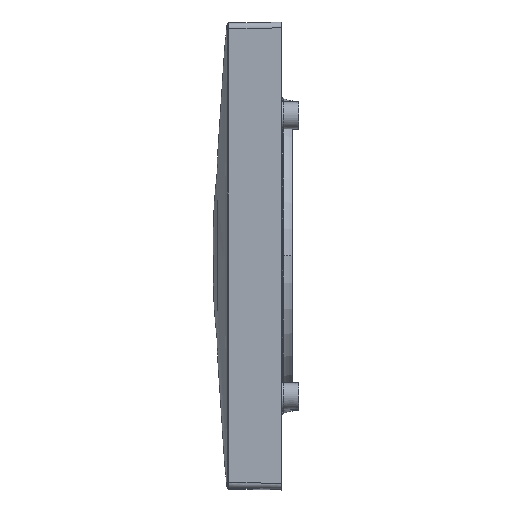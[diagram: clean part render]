
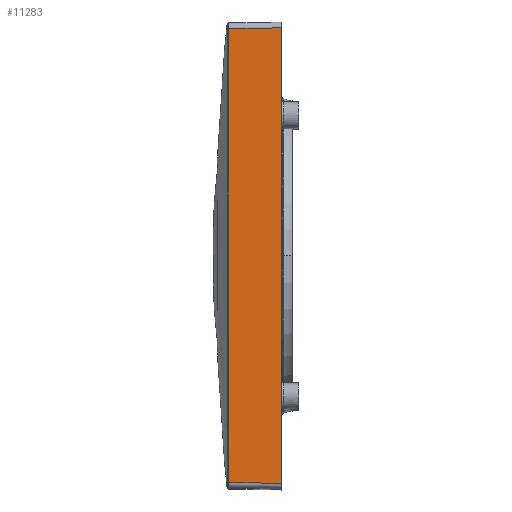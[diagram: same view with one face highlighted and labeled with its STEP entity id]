
A CAD part, top view. The second image highlights one B-rep face of the part: STEP entity #11283.
In plain terms, the highlighted free-form (B-spline) face has degree [1, 1] with [2, 2] control points.
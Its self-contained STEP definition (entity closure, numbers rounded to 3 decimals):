
#1458=B_SPLINE_CURVE_WITH_KNOTS('',3,(#31549,#31550,#31551,#31552,#31553,
#31554,#31555,#31556,#31557),.UNSPECIFIED.,.F.,.F.,(4,1,1,1,1,1,4),(0.,
0.25,0.375,0.5,0.625,
0.75,1.),.UNSPECIFIED.);
#1459=B_SPLINE_CURVE_WITH_KNOTS('',3,(#31560,#31561,#31562,#31563),
 .UNSPECIFIED.,.F.,.F.,(4,4),(0.,1.),.UNSPECIFIED.);
#1460=B_SPLINE_CURVE_WITH_KNOTS('',3,(#31567,#31568,#31569,#31570),
 .UNSPECIFIED.,.F.,.F.,(4,4),(0.,1.),.UNSPECIFIED.);
#3452=ORIENTED_EDGE('',*,*,#5809,.T.);
#3453=ORIENTED_EDGE('',*,*,#5810,.F.);
#3454=ORIENTED_EDGE('',*,*,#5811,.F.);
#3455=ORIENTED_EDGE('',*,*,#5812,.T.);
#5809=EDGE_CURVE('',#8166,#8167,#1458,.T.);
#5810=EDGE_CURVE('',#8168,#8167,#1459,.F.);
#5811=EDGE_CURVE('',#8169,#8168,#9318,.T.);
#5812=EDGE_CURVE('',#8169,#8166,#1460,.T.);
#8166=VERTEX_POINT('',#31558);
#8167=VERTEX_POINT('',#31559);
#8168=VERTEX_POINT('',#31564);
#8169=VERTEX_POINT('',#31566);
#9318=LINE('',#31565,#9978);
#9978=VECTOR('',#15230,1000.);
#10464=EDGE_LOOP('',(#3452,#3453,#3454,#3455));
#10827=FACE_BOUND('',#10464,.T.);
#11049=B_SPLINE_SURFACE_WITH_KNOTS('',1,1,((#31545,#31546),(#31547,#31548)),
 .PLANE_SURF.,.F.,.F.,.F.,(2,2),(2,2),(2.9,81.837),
(-9.105,0.055),.PIECEWISE_BEZIER_KNOTS.);
#11283=ADVANCED_FACE('',(#10827),#11049,.F.);
#15230=DIRECTION('',(0.,1.,0.));
#31545=CARTESIAN_POINT('',(-69.104,39.469,39.841));
#31546=CARTESIAN_POINT('',(-59.945,39.469,40.001));
#31547=CARTESIAN_POINT('',(-69.104,-39.468,39.841));
#31548=CARTESIAN_POINT('',(-59.945,-39.468,40.001));
#31549=CARTESIAN_POINT('',(-69.008,-38.843,39.843));
#31550=CARTESIAN_POINT('',(-69.022,-32.547,39.843));
#31551=CARTESIAN_POINT('',(-69.037,-22.967,39.842));
#31552=CARTESIAN_POINT('',(-69.048,-9.944,39.842));
#31553=CARTESIAN_POINT('',(-69.05,-0.011,39.842));
#31554=CARTESIAN_POINT('',(-69.048,9.93,39.842));
#31555=CARTESIAN_POINT('',(-69.037,22.959,39.842));
#31556=CARTESIAN_POINT('',(-69.022,32.543,39.843));
#31557=CARTESIAN_POINT('',(-69.008,38.843,39.843));
#31558=CARTESIAN_POINT('',(-69.008,-38.843,39.843));
#31559=CARTESIAN_POINT('',(-69.008,38.843,39.843));
#31560=CARTESIAN_POINT('',(-69.008,38.843,39.843));
#31561=CARTESIAN_POINT('',(-66.005,38.895,39.895));
#31562=CARTESIAN_POINT('',(-63.003,38.948,39.948));
#31563=CARTESIAN_POINT('',(-60.,39.,40.));
#31564=CARTESIAN_POINT('',(-60.,39.001,40.));
#31565=CARTESIAN_POINT('',(-60.,-39.,40.));
#31566=CARTESIAN_POINT('',(-60.,-39.,40.));
#31567=CARTESIAN_POINT('',(-60.,-39.,40.));
#31568=CARTESIAN_POINT('',(-63.003,-38.948,39.948));
#31569=CARTESIAN_POINT('',(-66.006,-38.895,39.895));
#31570=CARTESIAN_POINT('',(-69.008,-38.843,39.843));
